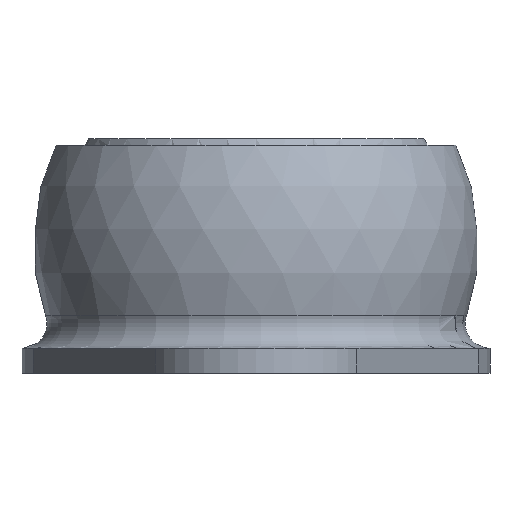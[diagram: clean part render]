
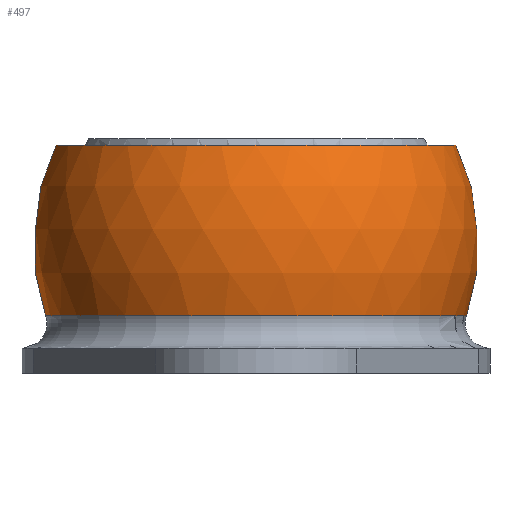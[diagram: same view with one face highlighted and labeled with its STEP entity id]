
A CAD part, front view. The second image highlights one B-rep face of the part: STEP entity #497.
In plain terms, the highlighted spherical face has radius 14.283 mm.
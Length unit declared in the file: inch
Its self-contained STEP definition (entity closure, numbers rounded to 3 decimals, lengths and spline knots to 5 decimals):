
#27=SPHERICAL_SURFACE($,#570,0.56234);
#37=FACE_BOUND($,#163,.T.);
#124=FACE_OUTER_BOUND($,#162,.T.);
#162=EDGE_LOOP($,(#431));
#163=EDGE_LOOP($,(#432));
#215=CIRCLE($,#565,0.53202);
#217=CIRCLE($,#569,0.50481);
#260=VERTEX_POINT($,#890);
#262=VERTEX_POINT($,#896);
#323=EDGE_CURVE($,#260,#260,#215,.T.);
#325=EDGE_CURVE($,#262,#262,#217,.T.);
#431=ORIENTED_EDGE($,*,*,#323,.F.);
#432=ORIENTED_EDGE($,*,*,#325,.T.);
#497=ADVANCED_FACE($,(#124,#37),#27,.T.);
#565=AXIS2_PLACEMENT_3D($,#891,#713,#714);
#569=AXIS2_PLACEMENT_3D($,#897,#721,#722);
#570=AXIS2_PLACEMENT_3D($,#898,#723,#724);
#713=DIRECTION('center_axis',(0.,0.,-1.));
#714=DIRECTION('ref_axis',(0.,1.,0.));
#721=DIRECTION('center_axis',(0.,0.,-1.));
#722=DIRECTION('ref_axis',(0.,1.,0.));
#723=DIRECTION('center_axis',(0.,0.,1.));
#724=DIRECTION('ref_axis',(1.,0.,0.));
#890=CARTESIAN_POINT('',(0.,1.40702,0.08275));
#891=CARTESIAN_POINT('Origin',(0.,0.875,0.08275));
#896=CARTESIAN_POINT('',(0.,1.37981,0.51268));
#897=CARTESIAN_POINT('Origin',(0.,0.875,0.51268));
#898=CARTESIAN_POINT('Origin',(0.,0.875,0.26491));
